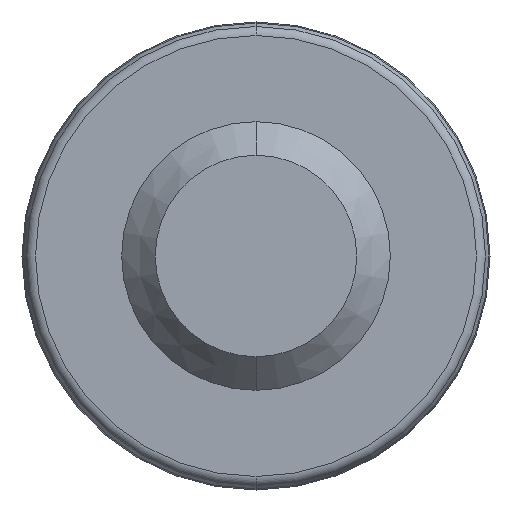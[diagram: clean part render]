
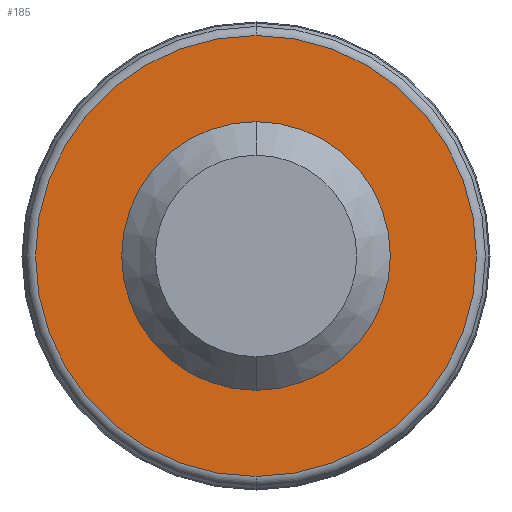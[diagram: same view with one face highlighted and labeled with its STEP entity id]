
A CAD part, front view. The second image highlights one B-rep face of the part: STEP entity #185.
In plain terms, the highlighted planar face has unit normal (0, -1, 0).
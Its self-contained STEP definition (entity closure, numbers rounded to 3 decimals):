
#11 = CARTESIAN_POINT ( 'NONE',  ( 0., -4.5, 0. ) ) ;
#64 = ORIENTED_EDGE ( 'NONE', *, *, #278, .F. ) ;
#73 = DIRECTION ( 'NONE',  ( 0., -1., 0. ) ) ;
#88 = CIRCLE ( 'NONE', #691, 6.565 ) ;
#124 = DIRECTION ( 'NONE',  ( 0., 1., 0. ) ) ;
#136 = AXIS2_PLACEMENT_3D ( 'NONE', #420, #415, #532 ) ;
#140 = AXIS2_PLACEMENT_3D ( 'NONE', #11, #234, #450 ) ;
#172 = FACE_BOUND ( 'NONE', #566, .T. ) ;
#185 = ADVANCED_FACE ( 'NONE', ( #172, #513 ), #568, .F. ) ;
#201 = CARTESIAN_POINT ( 'NONE',  ( 0., -4.5, 6.565 ) ) ;
#213 = ORIENTED_EDGE ( 'NONE', *, *, #216, .T. ) ;
#216 = EDGE_CURVE ( 'NONE', #233, #605, #88, .T. ) ;
#233 = VERTEX_POINT ( 'NONE', #201 ) ;
#234 = DIRECTION ( 'NONE',  ( 0., -1., 0. ) ) ;
#257 = VERTEX_POINT ( 'NONE', #424 ) ;
#278 = EDGE_CURVE ( 'NONE', #437, #257, #447, .T. ) ;
#285 = CARTESIAN_POINT ( 'NONE',  ( -6.75, -4.5, 0. ) ) ;
#294 = CARTESIAN_POINT ( 'NONE',  ( 0., -4.5, 0. ) ) ;
#358 = EDGE_CURVE ( 'NONE', #257, #437, #404, .T. ) ;
#394 = DIRECTION ( 'NONE',  ( 1., 0., 0. ) ) ;
#404 = CIRCLE ( 'NONE', #484, 4. ) ;
#415 = DIRECTION ( 'NONE',  ( 0., -1., 0. ) ) ;
#420 = CARTESIAN_POINT ( 'NONE',  ( 0., -4.5, 0. ) ) ;
#424 = CARTESIAN_POINT ( 'NONE',  ( 0., -4.5, -4. ) ) ;
#437 = VERTEX_POINT ( 'NONE', #603 ) ;
#444 = DIRECTION ( 'NONE',  ( 0., 0., 1. ) ) ;
#447 = CIRCLE ( 'NONE', #136, 4. ) ;
#450 = DIRECTION ( 'NONE',  ( 0., 0., 1. ) ) ;
#471 = CARTESIAN_POINT ( 'NONE',  ( 0., -4.5, 0. ) ) ;
#472 = CIRCLE ( 'NONE', #140, 6.565 ) ;
#484 = AXIS2_PLACEMENT_3D ( 'NONE', #471, #73, #637 ) ;
#513 = FACE_OUTER_BOUND ( 'NONE', #660, .T. ) ;
#532 = DIRECTION ( 'NONE',  ( 0., 0., 1. ) ) ;
#554 = ORIENTED_EDGE ( 'NONE', *, *, #358, .F. ) ;
#559 = CARTESIAN_POINT ( 'NONE',  ( 0., -4.5, -6.565 ) ) ;
#566 = EDGE_LOOP ( 'NONE', ( #64, #554 ) ) ;
#568 = PLANE ( 'NONE',  #622 ) ;
#603 = CARTESIAN_POINT ( 'NONE',  ( 0., -4.5, 4. ) ) ;
#605 = VERTEX_POINT ( 'NONE', #559 ) ;
#608 = ORIENTED_EDGE ( 'NONE', *, *, #612, .T. ) ;
#612 = EDGE_CURVE ( 'NONE', #605, #233, #472, .T. ) ;
#622 = AXIS2_PLACEMENT_3D ( 'NONE', #285, #124, #394 ) ;
#637 = DIRECTION ( 'NONE',  ( 0., 0., 1. ) ) ;
#660 = EDGE_LOOP ( 'NONE', ( #213, #608 ) ) ;
#671 = DIRECTION ( 'NONE',  ( 0., -1., 0. ) ) ;
#691 = AXIS2_PLACEMENT_3D ( 'NONE', #294, #671, #444 ) ;
